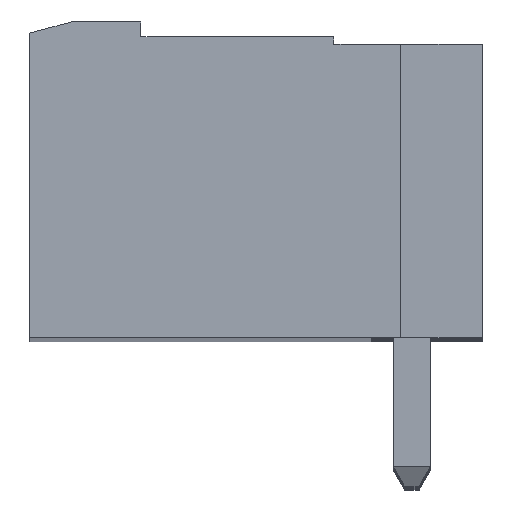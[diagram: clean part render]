
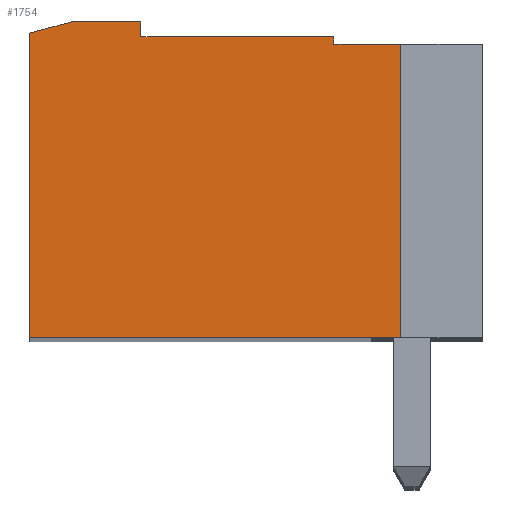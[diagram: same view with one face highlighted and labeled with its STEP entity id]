
A CAD part, top view. The second image highlights one B-rep face of the part: STEP entity #1754.
In plain terms, the highlighted planar face has unit normal (0, 0, 1).
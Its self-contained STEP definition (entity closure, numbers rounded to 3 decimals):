
#1754 = ADVANCED_FACE( '', ( #3743 ), #3744, .T. );
#3743 = FACE_OUTER_BOUND( '', #5933, .T. );
#3744 = PLANE( '', #5934 );
#5933 = EDGE_LOOP( '', ( #11208, #11209, #11210, #11211, #11212, #11213, #11214, #11215, #11216 ) );
#5934 = AXIS2_PLACEMENT_3D( '', #11217, #11218, #11219 );
#11208 = ORIENTED_EDGE( '', *, *, #15197, .F. );
#11209 = ORIENTED_EDGE( '', *, *, #14524, .F. );
#11210 = ORIENTED_EDGE( '', *, *, #13727, .F. );
#11211 = ORIENTED_EDGE( '', *, *, #13197, .F. );
#11212 = ORIENTED_EDGE( '', *, *, #15198, .F. );
#11213 = ORIENTED_EDGE( '', *, *, #15132, .F. );
#11214 = ORIENTED_EDGE( '', *, *, #15199, .F. );
#11215 = ORIENTED_EDGE( '', *, *, #14562, .F. );
#11216 = ORIENTED_EDGE( '', *, *, #14494, .F. );
#11217 = CARTESIAN_POINT( '', ( 204.225, 204.11, 51.8 ) );
#11218 = DIRECTION( '', ( 0., 0., 1. ) );
#11219 = DIRECTION( '', ( 0., 1., 0. ) );
#13197 = EDGE_CURVE( '', #15879, #15882, #15883, .T. );
#13727 = EDGE_CURVE( '', #15882, #16783, #16784, .T. );
#14494 = EDGE_CURVE( '', #17973, #17975, #17976, .T. );
#14524 = EDGE_CURVE( '', #16783, #18021, #18022, .T. );
#14562 = EDGE_CURVE( '', #17975, #18069, #18073, .T. );
#15132 = EDGE_CURVE( '', #18792, #18794, #18795, .T. );
#15197 = EDGE_CURVE( '', #18021, #17973, #18872, .T. );
#15198 = EDGE_CURVE( '', #18794, #15879, #18873, .T. );
#15199 = EDGE_CURVE( '', #18069, #18792, #18874, .T. );
#15879 = VERTEX_POINT( '', #19742 );
#15882 = VERTEX_POINT( '', #19746 );
#15883 = LINE( '', #19747, #19748 );
#16783 = VERTEX_POINT( '', #21068 );
#16784 = LINE( '', #21069, #21070 );
#17973 = VERTEX_POINT( '', #22852 );
#17975 = VERTEX_POINT( '', #22855 );
#17976 = LINE( '', #22856, #22857 );
#18021 = VERTEX_POINT( '', #22921 );
#18022 = LINE( '', #22922, #22923 );
#18069 = VERTEX_POINT( '', #22994 );
#18073 = LINE( '', #23000, #23001 );
#18792 = VERTEX_POINT( '', #24092 );
#18794 = VERTEX_POINT( '', #24095 );
#18795 = LINE( '', #24096, #24097 );
#18872 = LINE( '', #24216, #24217 );
#18873 = LINE( '', #24218, #24219 );
#18874 = LINE( '', #24220, #24221 );
#19742 = CARTESIAN_POINT( '', ( 202.425, 204.31, 51.8 ) );
#19746 = CARTESIAN_POINT( '', ( 202.425, 204.11, 51.8 ) );
#19747 = CARTESIAN_POINT( '', ( 202.425, 204.11, 51.8 ) );
#19748 = VECTOR( '', #24903, 1000. );
#21068 = CARTESIAN_POINT( '', ( 204.225, 204.11, 51.8 ) );
#21069 = CARTESIAN_POINT( '', ( 204.225, 204.11, 51.8 ) );
#21070 = VECTOR( '', #25372, 1000. );
#22852 = CARTESIAN_POINT( '', ( 194.225, 196.21, 51.8 ) );
#22855 = CARTESIAN_POINT( '', ( 194.225, 204.41, 51.8 ) );
#22856 = CARTESIAN_POINT( '', ( 194.225, 204.41, 51.8 ) );
#22857 = VECTOR( '', #26072, 1000. );
#22921 = CARTESIAN_POINT( '', ( 204.225, 196.21, 51.8 ) );
#22922 = CARTESIAN_POINT( '', ( 204.225, 196.21, 51.8 ) );
#22923 = VECTOR( '', #26113, 1000. );
#22994 = CARTESIAN_POINT( '', ( 195.345, 204.71, 51.8 ) );
#23000 = CARTESIAN_POINT( '', ( 195.345, 204.71, 51.8 ) );
#23001 = VECTOR( '', #26143, 1000. );
#24092 = CARTESIAN_POINT( '', ( 197.225, 204.71, 51.8 ) );
#24095 = CARTESIAN_POINT( '', ( 197.225, 204.31, 51.8 ) );
#24096 = CARTESIAN_POINT( '', ( 197.225, 204.31, 51.8 ) );
#24097 = VECTOR( '', #26529, 1000. );
#24216 = CARTESIAN_POINT( '', ( 194.225, 196.21, 51.8 ) );
#24217 = VECTOR( '', #26566, 1000. );
#24218 = CARTESIAN_POINT( '', ( 202.425, 204.31, 51.8 ) );
#24219 = VECTOR( '', #26567, 1000. );
#24220 = CARTESIAN_POINT( '', ( 197.225, 204.71, 51.8 ) );
#24221 = VECTOR( '', #26568, 1000. );
#24903 = DIRECTION( '', ( 0., -1., 0. ) );
#25372 = DIRECTION( '', ( 1., 0., 0. ) );
#26072 = DIRECTION( '', ( 0., 1., 0. ) );
#26113 = DIRECTION( '', ( 0., -1., 0. ) );
#26143 = DIRECTION( '', ( 0.966, 0.259, 0. ) );
#26529 = DIRECTION( '', ( 0., -1., 0. ) );
#26566 = DIRECTION( '', ( -1., 0., 0. ) );
#26567 = DIRECTION( '', ( 1., 0., 0. ) );
#26568 = DIRECTION( '', ( 1., 0., 0. ) );
